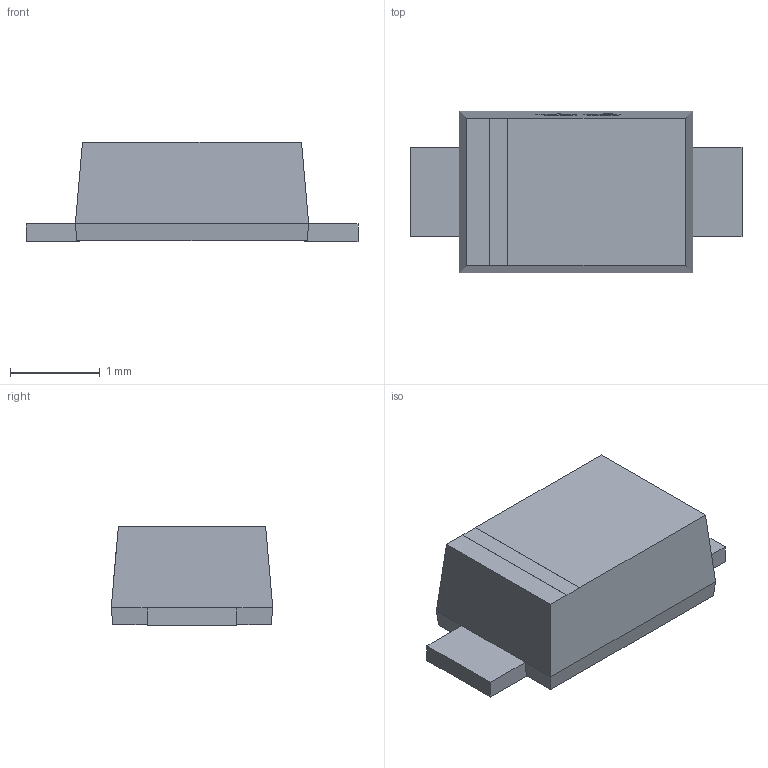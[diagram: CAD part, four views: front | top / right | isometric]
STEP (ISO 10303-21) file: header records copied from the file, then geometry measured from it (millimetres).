
FILE_DESCRIPTION (( 'STEP AP214' ), '1' );
FILE_NAME ('SOD-123_L2.6-W1.8-LS3.7-RD.step', '2022-07-29T07:46:43', ( '' ), ( '' ), 'SwSTEP 2.0', 'SolidWorks 2020', '' );
FILE_SCHEMA (( 'AUTOMOTIVE_DESIGN' ));
Length unit declared in the file: millimetre
Products named in the file (1): SOD-123_L2.6-W1.8-LS3.7-RD
Bounding box: 3.7 x 1.8 x 1.11 mm (x, y, z)
Volume: 5 mm3; surface area: 20.7 mm2
Topology: 1 solids, 1 shells, 252 faces, 685 edges, 454 vertices
Faces by surface type: plane 154, bspline 98
Entity records: 11183 total; most frequent: CARTESIAN_POINT 2698, ORIENTED_EDGE 1370, DIRECTION 795, EDGE_CURVE 685, VECTOR 485, LINE 485, VERTEX_POINT 454, EDGE_LOOP 271
